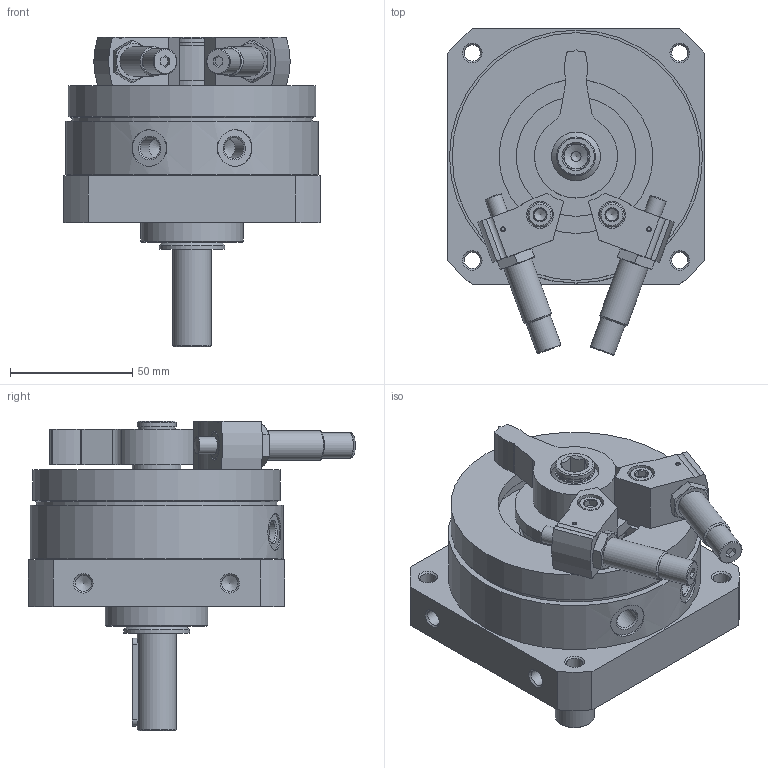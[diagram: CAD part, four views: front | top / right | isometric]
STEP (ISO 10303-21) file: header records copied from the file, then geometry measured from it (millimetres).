
FILE_DESCRIPTION(/* description */ ('STEP AP214'),/* implementation_level */ '2;1');
FILE_NAME(/* name */ '547584_DSM-32-270-CC-A-B',/* time_stamp */ '2024-08-21T18:23:11+02:00',/* author */ ('License CC BY-ND 4.0'),/* organization */ ('CADENAS'),/* preprocessor_version */ 'ST-DEVELOPER v19.3',/* originating_system */ 'PARTsolutions',/* authorisation */ ' ');
FILE_SCHEMA (('AUTOMOTIVE_DESIGN {1 0 10303 214 3 1 1}'));
Length unit declared in the file: millimetre
Products named in the file (9): 547584 DSM-32-270-CC-A-B--(0); 547584 DSM-32-270-CC-A-B_G---(B); 704065 DSM-32-BR---(HZ); 548013 DYSC-8-8-Y1F---(SD_0); 342622 DSM-32_NS; DIN-912 - M6x25(F); 348987 SPZ-20 M12X1-4-15; 704064 DSM-32-BL---(HZ); 547584 DSM-32-270-CC-A-B_K---(B)
Assembly tree (12 placements, depth 2):
  547584 DSM-32-270-CC-A-B--(0)
    547584 DSM-32-270-CC-A-B_G---(B)
    704065 DSM-32-BR---(HZ)
    548013 DYSC-8-8-Y1F---(SD_0)  x2
    342622 DSM-32_NS  x2
    DIN-912 - M6x25(F)  x2
    348987 SPZ-20 M12X1-4-15  x2
    704064 DSM-32-BL---(HZ)
    547584 DSM-32-270-CC-A-B_K---(B)
Bounding box: 105 x 134.02 x 127 mm (x, y, z)
Volume: 526987.6 mm3; surface area: 101312.4 mm2
Topology: 12 solids, 12 shells, 364 faces, 838 edges, 527 vertices
Faces by surface type: plane 156, cylinder 121, cone 84, sphere 2, torus 1
Full cylindrical faces by diameter (mm): 1.567 x2, 3.242 x1, 4 x2, 4.134 x1, 4.917 x2, 5.3 x1, 6 x2, 6.6 x2, 6.647 x10, 7 x4, 8.566 x2, 10 x2, 10.4 x2, 10.917 x4, 11 x2, 12 x2, 15 x2, 15.2 x1, 16 x3, 20 x3, 27 x1, 42 x1, 43 x1, 49 x1, 63 x1, 72 x1, 82 x1, 98.5 x1, 101.5 x1, 103.65 x1
Entity records: 7922 total; most frequent: CARTESIAN_POINT 1425, DIRECTION 1385, ORIENTED_EDGE 1074, AXIS2_PLACEMENT_3D 577, EDGE_CURVE 537, FACE_BOUND 460, EDGE_LOOP 449, VERTEX_POINT 411
